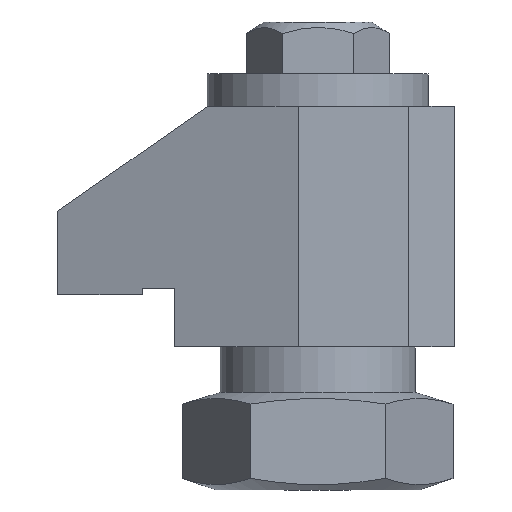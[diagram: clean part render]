
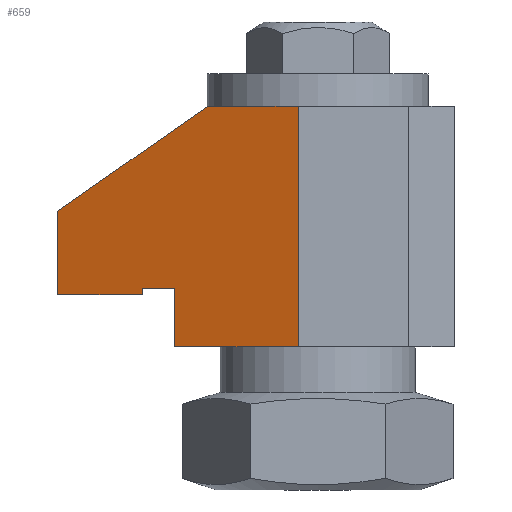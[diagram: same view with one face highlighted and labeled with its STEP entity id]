
A CAD part, front view. The second image highlights one B-rep face of the part: STEP entity #659.
In plain terms, the highlighted planar face has unit normal (-0.308, -0.951, 0).
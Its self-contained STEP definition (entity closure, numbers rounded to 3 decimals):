
#381=VERTEX_POINT('',#1021);
#407=VERTEX_POINT('',#1053);
#449=EDGE_CURVE('',#907,#853,#1098,.T.);
#481=VERTEX_POINT('',#1135);
#491=EDGE_CURVE('',#853,#895,#1146,.T.);
#541=EDGE_CURVE('',#607,#873,#1200,.T.);
#553=EDGE_CURVE('',#407,#585,#1213,.T.);
#585=VERTEX_POINT('',#1250);
#607=VERTEX_POINT('',#1275);
#659=ADVANCED_FACE('',(#1336),#1337,.T.);
#685=EDGE_CURVE('',#481,#407,#1367,.T.);
#717=EDGE_CURVE('',#873,#907,#1405,.T.);
#783=EDGE_CURVE('',#585,#607,#1483,.T.);
#853=VERTEX_POINT('',#1559);
#873=VERTEX_POINT('',#1582);
#877=EDGE_CURVE('',#381,#481,#1586,.T.);
#895=VERTEX_POINT('',#1605);
#907=VERTEX_POINT('',#1619);
#911=EDGE_CURVE('',#895,#381,#1623,.T.);
#1021=CARTESIAN_POINT('',(-3.,-21.0,59.0));
#1053=CARTESIAN_POINT('',(-22.,-14.838,22.0));
#1098=LINE('',#1873,#1874);
#1135=CARTESIAN_POINT('',(-3.,-21.0,22.0));
#1146=LINE('',#1938,#1939);
#1200=LINE('',#2029,#2030);
#1213=LINE('',#2059,#2060);
#1250=CARTESIAN_POINT('',(-22.,-14.838,31.0));
#1275=CARTESIAN_POINT('',(-27.,-13.216,31.0));
#1336=FACE_OUTER_BOUND('',#2253,.T.);
#1337=PLANE('',#2254);
#1367=LINE('',#2313,#2314);
#1405=LINE('',#2358,#2359);
#1483=LINE('',#2474,#2475);
#1559=CARTESIAN_POINT('',(-40.,-9.0,42.895));
#1582=CARTESIAN_POINT('',(-27.,-13.216,30.0));
#1586=LINE('',#2639,#2640);
#1605=CARTESIAN_POINT('',(-17.,-16.459,59.0));
#1619=CARTESIAN_POINT('',(-40.,-9.0,30.0));
#1623=LINE('',#2690,#2691);
#1873=CARTESIAN_POINT('',(-40.,-9.0,44.5));
#1874=VECTOR('',#2878,1.0);
#1938=CARTESIAN_POINT('',(-37.381,-9.849,44.729));
#1939=VECTOR('',#2943,1.0);
#2029=CARTESIAN_POINT('',(-27.,-13.216,45.0));
#2030=VECTOR('',#2988,1.0);
#2059=CARTESIAN_POINT('',(-22.,-14.838,40.5));
#2060=VECTOR('',#3002,1.0);
#2253=EDGE_LOOP('',(#3148,#3149,#3150,#3151,#3152,#3153,#3154,#3155,#3156));
#2254=AXIS2_PLACEMENT_3D('',#3157,#3158,#3159);
#2313=CARTESIAN_POINT('',(-13.723,-17.522,22.0));
#2314=VECTOR('',#3196,1.0);
#2358=CARTESIAN_POINT('',(-35.439,-10.479,30.0));
#2359=VECTOR('',#3255,1.0);
#2474=CARTESIAN_POINT('',(-33.177,-11.213,31.0));
#2475=VECTOR('',#3381,1.0);
#2639=CARTESIAN_POINT('',(-3.,-21.0,49.292));
#2640=VECTOR('',#3482,1.0);
#2690=CARTESIAN_POINT('',(-30.915,-11.946,59.0));
#2691=VECTOR('',#3509,1.0);
#2878=DIRECTION('',(0.0,0.0,1.0));
#2943=DIRECTION('',(0.792,-0.257,0.554));
#2988=DIRECTION('',(0.0,0.0,-1.0));
#3002=DIRECTION('',(0.0,0.0,1.0));
#3148=ORIENTED_EDGE('',*,*,#717,.F.);
#3149=ORIENTED_EDGE('',*,*,#541,.F.);
#3150=ORIENTED_EDGE('',*,*,#783,.F.);
#3151=ORIENTED_EDGE('',*,*,#553,.F.);
#3152=ORIENTED_EDGE('',*,*,#685,.F.);
#3153=ORIENTED_EDGE('',*,*,#877,.F.);
#3154=ORIENTED_EDGE('',*,*,#911,.F.);
#3155=ORIENTED_EDGE('',*,*,#491,.F.);
#3156=ORIENTED_EDGE('',*,*,#449,.F.);
#3157=CARTESIAN_POINT('',(-40.,-9.0,59.0));
#3158=DIRECTION('',(-0.309,-0.951,-0.0));
#3159=DIRECTION('',(0.0,0.0,-1.0));
#3196=DIRECTION('',(-0.951,0.309,0.));
#3255=DIRECTION('',(-0.951,0.309,0.));
#3381=DIRECTION('',(-0.951,0.309,0.));
#3482=DIRECTION('',(0.,0.,-1.0));
#3509=DIRECTION('',(0.951,-0.309,0.));
